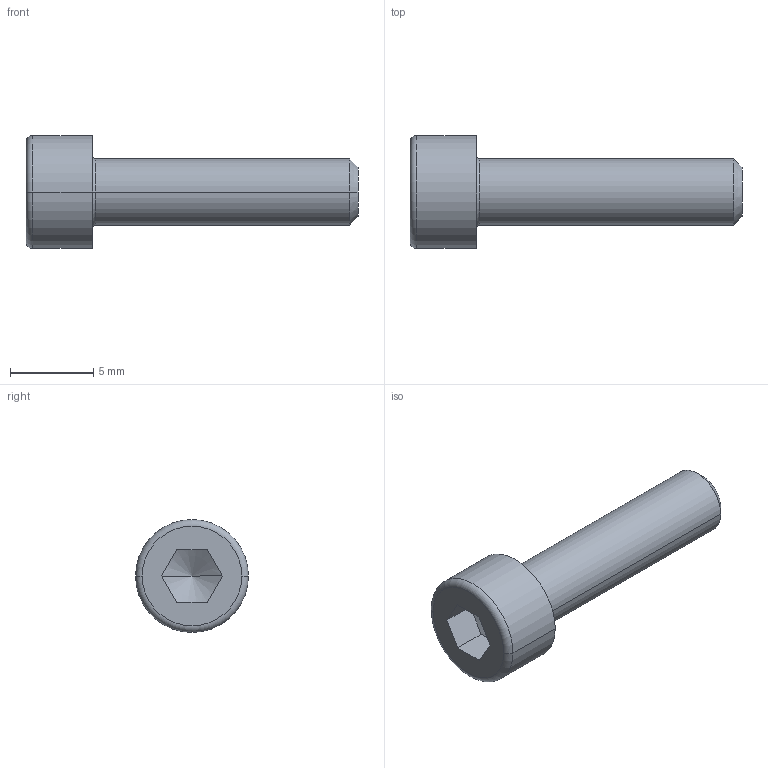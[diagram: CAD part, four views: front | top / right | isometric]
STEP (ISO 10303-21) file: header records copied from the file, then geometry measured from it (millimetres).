
FILE_DESCRIPTION (( 'STEP AP214' ), '1' );
FILE_NAME ('M4X16 Screw.step', '2018-06-21T12:58:58', ( 'User' ), ( 'china' ), 'SwSTEP 2.0', 'SolidWorks 2016', '' );
FILE_SCHEMA (( 'AUTOMOTIVE_DESIGN' ));
Length unit declared in the file: millimetre
Products named in the file (1): M4X16 Screw
Bounding box: 20 x 6.8 x 6.8 mm (x, y, z)
Volume: 323.1 mm3; surface area: 377.8 mm2
Topology: 1 solids, 1 shells, 27 faces, 52 edges, 27 vertices
Faces by surface type: plane 15, cone 4, cylinder 4, torus 4
Entity records: 690 total; most frequent: DIRECTION 130, CARTESIAN_POINT 105, ORIENTED_EDGE 100, AXIS2_PLACEMENT_3D 52, EDGE_CURVE 50, EDGE_LOOP 29, VERTEX_POINT 27, ADVANCED_FACE 27
